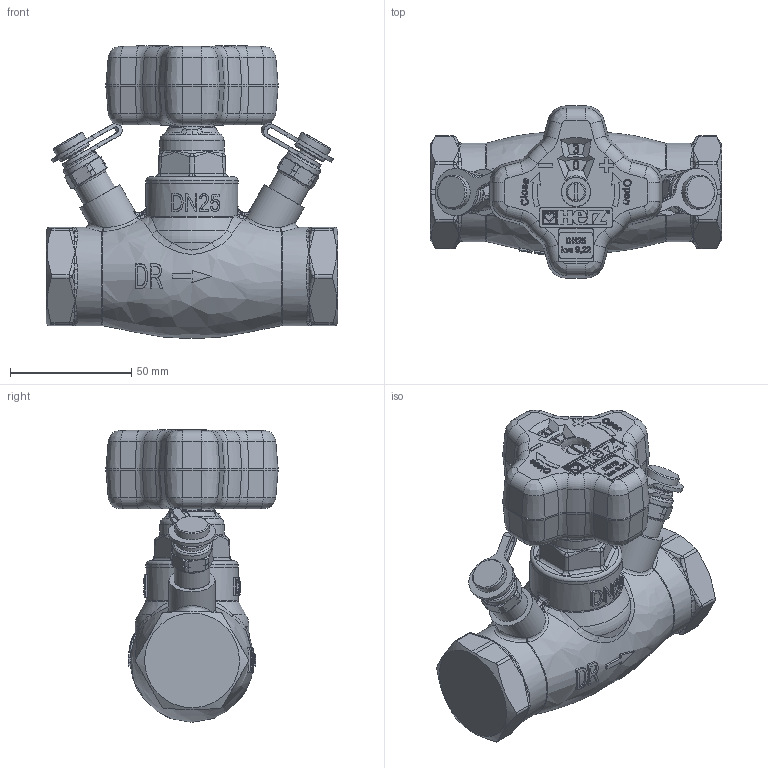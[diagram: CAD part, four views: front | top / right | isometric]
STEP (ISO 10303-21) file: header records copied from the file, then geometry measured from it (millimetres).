
FILE_DESCRIPTION(/* description */ (''),/* implementation_level */ '2;1');
FILE_NAME(/* name */ '',/* time_stamp */ '2018-11-08T11:55:28+01:00',/* author */ (''),/* organization */ (''),/* preprocessor_version */ 'ST-DEVELOPER v11',/* originating_system */ 'SIEMENS PLM Software NX 7.5',/* authorisation */ '');
FILE_SCHEMA (('AUTOMOTIVE_DESIGN { 1 0 10303 214 1 1 1 1 }'));
Products named in the file (1): ages93D7v59w
Bounding box: 120 x 70.95 x 120.5 mm (x, y, z)
Volume: 333073.2 mm3; surface area: 44633.3 mm2
Topology: 1 solids, 5 shells, 1617 faces, 4213 edges, 2669 vertices
Faces by surface type: plane 538, extrusion 390, bspline 227, cylinder 215, cone 135, torus 92, sphere 20
Full cylindrical faces by diameter (mm): 6 x1, 7.4 x2, 8 x1, 12.2 x2, 13.7 x2, 13.9 x2, 14 x2, 14.8 x2, 15.8 x2, 18 x1, 19 x2, 33.75 x1, 38 x1, 40.6 x2
Entity records: 72156 total; most frequent: CARTESIAN_POINT 24825, ORIENTED_EDGE 8206, DIRECTION 6053, EDGE_CURVE 4103, VERTEX_POINT 2637, VECTOR 2027, AXIS2_PLACEMENT_3D 2013, B_SPLINE_CURVE_WITH_KNOTS 1832
